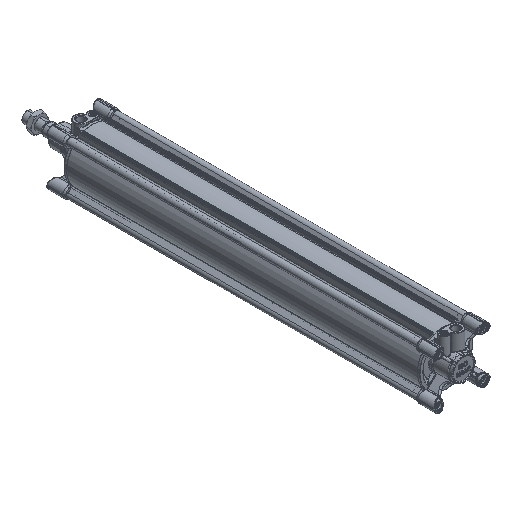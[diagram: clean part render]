
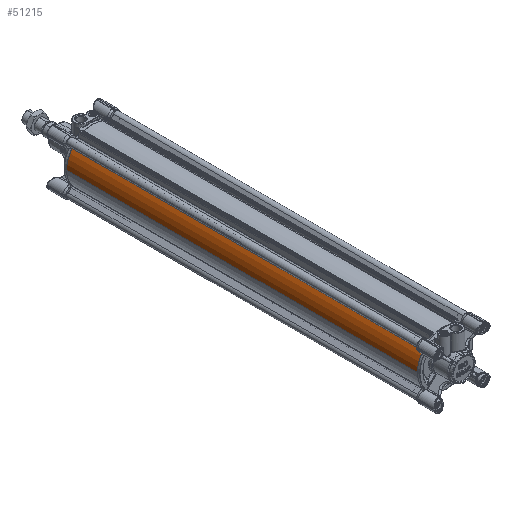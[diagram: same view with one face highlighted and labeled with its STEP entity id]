
A CAD part, isometric view. The second image highlights one B-rep face of the part: STEP entity #51215.
In plain terms, the highlighted cylindrical face has radius 65.5 mm (diameter 131 mm), a partial arc.
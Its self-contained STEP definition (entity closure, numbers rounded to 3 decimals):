
#2642 = DIRECTION ( 'NONE',  ( 0., 1., 0. ) ) ;
#3139 = DIRECTION ( 'NONE',  ( 0., -1., 0. ) ) ;
#6170 = EDGE_CURVE ( 'NONE', #59967, #120390, #130419, .T. ) ;
#12625 = CIRCLE ( 'NONE', #73515, 65.5 ) ;
#22196 = DIRECTION ( 'NONE',  ( 0., -1., 0. ) ) ;
#33701 = CYLINDRICAL_SURFACE ( 'NONE', #57113, 65.5 ) ;
#42959 = DIRECTION ( 'NONE',  ( 0., 1., 0. ) ) ;
#51215 = ADVANCED_FACE ( 'NONE', ( #56312 ), #33701, .T. ) ;
#54947 = LINE ( 'NONE', #97978, #111935 ) ;
#56099 = AXIS2_PLACEMENT_3D ( 'NONE', #77257, #3139, #56118 ) ;
#56118 = DIRECTION ( 'NONE',  ( 1., 0., 0. ) ) ;
#56312 = FACE_OUTER_BOUND ( 'NONE', #126060, .T. ) ;
#57113 = AXIS2_PLACEMENT_3D ( 'NONE', #122612, #2642, #100044 ) ;
#57557 = ORIENTED_EDGE ( 'NONE', *, *, #91275, .T. ) ;
#59967 = VERTEX_POINT ( 'NONE', #61719 ) ;
#61719 = CARTESIAN_POINT ( 'NONE',  ( -51.346, 915., 40.668 ) ) ;
#64440 = VERTEX_POINT ( 'NONE', #84646 ) ;
#73515 = AXIS2_PLACEMENT_3D ( 'NONE', #109019, #22196, #97712 ) ;
#77257 = CARTESIAN_POINT ( 'NONE',  ( 0., 915., 0. ) ) ;
#80522 = DIRECTION ( 'NONE',  ( 0., 1., 0. ) ) ;
#82804 = CARTESIAN_POINT ( 'NONE',  ( -51.346, 45., 40.668 ) ) ;
#84646 = CARTESIAN_POINT ( 'NONE',  ( -65.5, 45., 0. ) ) ;
#86145 = CARTESIAN_POINT ( 'NONE',  ( -65.5, 915., 0. ) ) ;
#91091 = LINE ( 'NONE', #136948, #130744 ) ;
#91275 = EDGE_CURVE ( 'NONE', #98817, #59967, #91091, .T. ) ;
#93477 = ORIENTED_EDGE ( 'NONE', *, *, #104541, .F. ) ;
#97712 = DIRECTION ( 'NONE',  ( 1., 0., 0. ) ) ;
#97978 = CARTESIAN_POINT ( 'NONE',  ( -65.5, 845., 0. ) ) ;
#98817 = VERTEX_POINT ( 'NONE', #82804 ) ;
#100044 = DIRECTION ( 'NONE',  ( -1., 0., 0. ) ) ;
#104541 = EDGE_CURVE ( 'NONE', #98817, #64440, #12625, .T. ) ;
#109019 = CARTESIAN_POINT ( 'NONE',  ( 0., 45., 0. ) ) ;
#111935 = VECTOR ( 'NONE', #42959, 1000. ) ;
#120390 = VERTEX_POINT ( 'NONE', #86145 ) ;
#121628 = EDGE_CURVE ( 'NONE', #64440, #120390, #54947, .T. ) ;
#122612 = CARTESIAN_POINT ( 'NONE',  ( 0., 845., 0. ) ) ;
#126060 = EDGE_LOOP ( 'NONE', ( #131298, #93477, #57557, #138988 ) ) ;
#130419 = CIRCLE ( 'NONE', #56099, 65.5 ) ;
#130744 = VECTOR ( 'NONE', #80522, 1000. ) ;
#131298 = ORIENTED_EDGE ( 'NONE', *, *, #121628, .F. ) ;
#136948 = CARTESIAN_POINT ( 'NONE',  ( -51.346, 845., 40.668 ) ) ;
#138988 = ORIENTED_EDGE ( 'NONE', *, *, #6170, .T. ) ;
